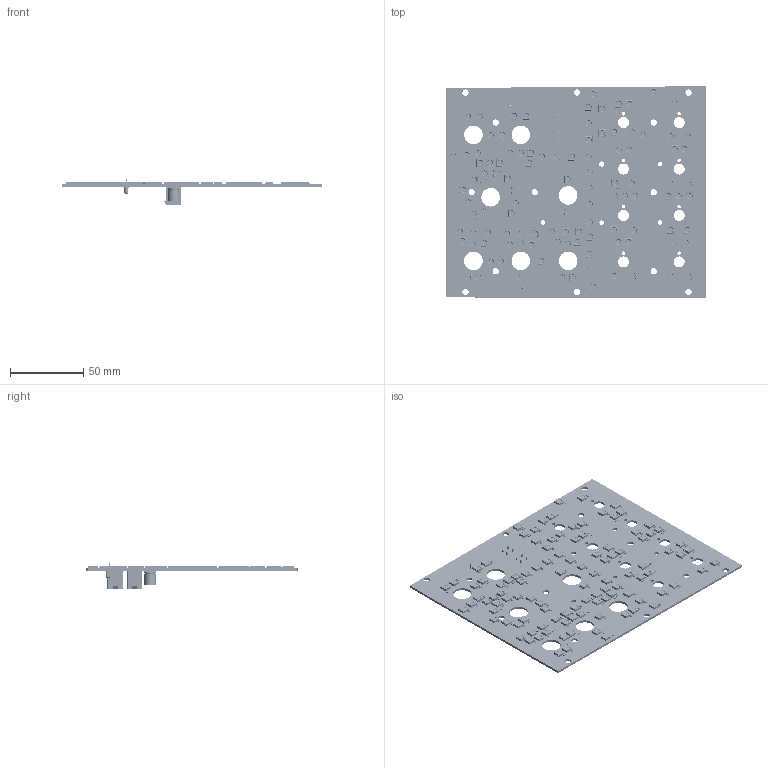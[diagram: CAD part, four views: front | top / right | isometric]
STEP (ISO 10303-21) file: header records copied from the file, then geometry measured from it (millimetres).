
FILE_DESCRIPTION(('KiCad electronic assembly'),'2;1');
FILE_NAME('COMM PANEL.step','2023-03-29T19:07:25',('Pcbnew'),('Kicad'), 'Open CASCADE STEP processor 7.6','KiCad to STEP converter','Unknown' );
FILE_SCHEMA(('AUTOMOTIVE_DESIGN { 1 0 10303 214 1 1 1 1 }'));
Length unit declared in the file: millimetre
Products named in the file (14): COMM PANEL 1; LED_WS2812B_PLCC4_5.0x5.0mm_P3.2mm; SOLID; C_0603_1608Metric; R_0603_1608Metric; CP_Elec_8x10; Molex_Mini-Fit_Jr_5566-04A_2x02_P4.20mm_Vertical; LED_D3.0mm; COMM PANEL PCB
Assembly tree (229 placements, depth 3):
  COMM PANEL 1
    LED_WS2812B_PLCC4_5.0x5.0mm_P3.2mm  x109
      SOLID
    C_0603_1608Metric  x108
      SOLID
    R_0603_1608Metric
      SOLID
    CP_Elec_8x10
      SOLID
    Molex_Mini-Fit_Jr_5566-04A_2x02_P4.20mm_Vertical  x2
      SOLID
    LED_D3.0mm
      SOLID
    COMM PANEL PCB
Bounding box: 177.7 x 144.53 x 18.3 mm (x, y, z)
Volume: 44305.1 mm3; surface area: 64276.3 mm2
Topology: 223 solids, 223 shells, 10838 faces, 30756 edges, 20279 vertices
Faces by surface type: plane 6954, cylinder 3767, cone 109, torus 4, bspline 2, revolution 1, sphere 1
Full cylindrical faces by diameter (mm): 0.9 x2, 1.4 x8, 2.38 x8, 3 x1, 3.1 x4, 3.333 x109, 3.544 x1, 4.3 x7, 4.305 x6, 7.54 x8, 8 x2, 12.7 x7
Entity records: 28764 total; most frequent: CARTESIAN_POINT 5180, DIRECTION 4345, LINE 2557, VECTOR 2557, ORIENTED_EDGE 2004, PCURVE 2004, DEFINITIONAL_REPRESENTATION 2004, EDGE_CURVE 1002
